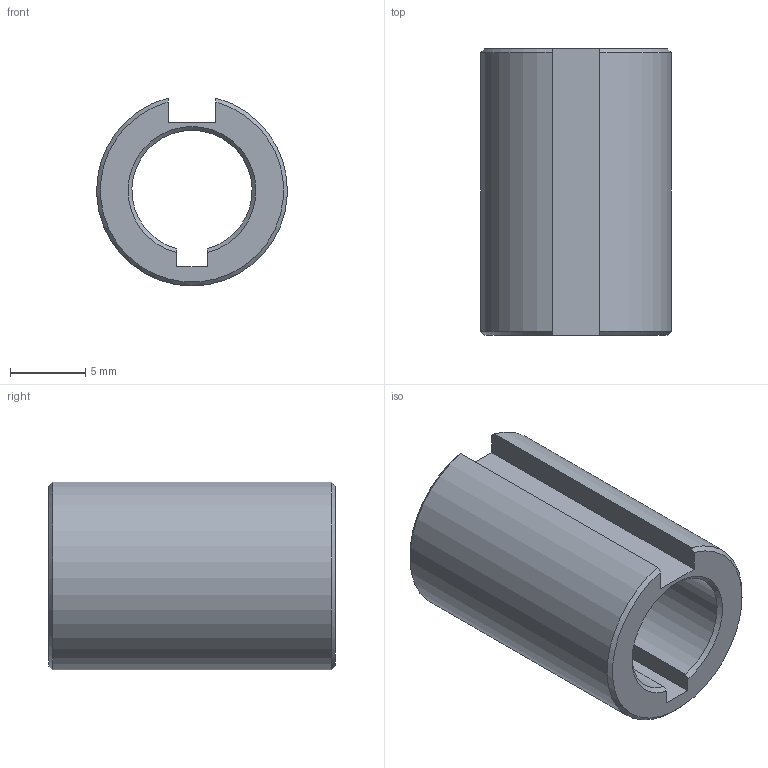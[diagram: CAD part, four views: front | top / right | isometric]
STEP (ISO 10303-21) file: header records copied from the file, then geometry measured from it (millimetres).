
FILE_DESCRIPTION (( 'STEP AP214' ), '1' );
FILE_NAME ('am-0472 8mm 500 Key Adapter Shaft.STEP', '2014-08-20T20:55:40', ( '' ), ( '' ), 'SwSTEP 2.0', 'SolidWorks 2014', '' );
FILE_SCHEMA (( 'AUTOMOTIVE_DESIGN' ));
Length unit declared in the file: inch
Products named in the file (1): am-0472 8mm 500 Key Adapter Shaft
Bounding box: 12.69 x 19.05 x 12.5 mm (x, y, z)
Volume: 1301.7 mm3; surface area: 1465.2 mm2
Topology: 1 solids, 1 shells, 17 faces, 44 edges, 29 vertices
Faces by surface type: plane 8, cone 6, cylinder 3
Entity records: 575 total; most frequent: CARTESIAN_POINT 115, ORIENTED_EDGE 88, DIRECTION 85, EDGE_CURVE 44, AXIS2_PLACEMENT_3D 31, VERTEX_POINT 29, LINE 23, VECTOR 23
